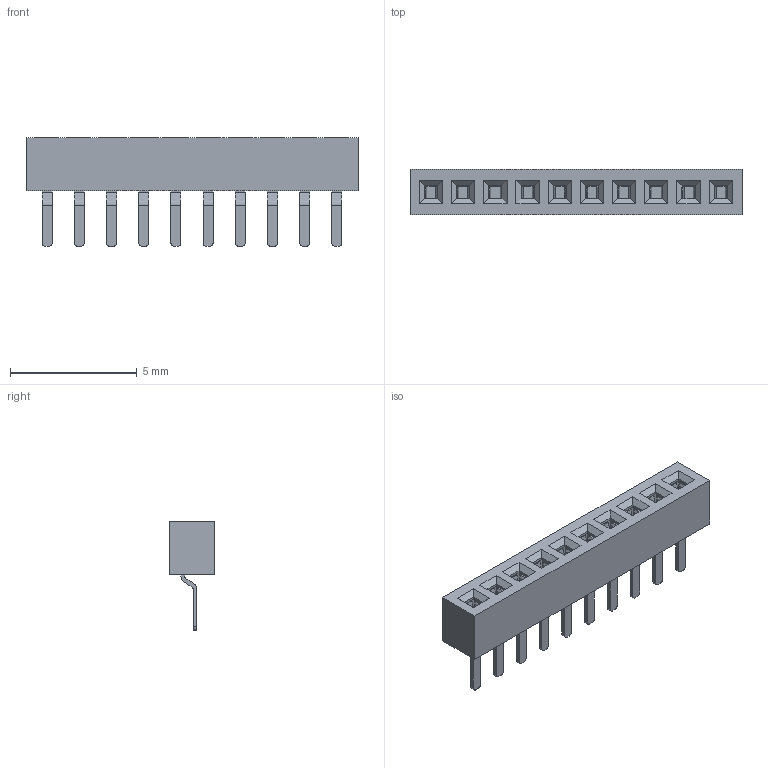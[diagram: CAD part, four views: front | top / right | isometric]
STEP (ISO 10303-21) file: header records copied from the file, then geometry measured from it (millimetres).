
FILE_DESCRIPTION( ('This file contains a STEP AP42 implementation' ,'as created by ZW3D STEP Interface translator.') ,'2;1' );
FILE_NAME( '2321-1XXSXXXUNX1.stp' ,'23 9 5. 916 5', (''), ('ZWCAD Software Co.'), 'Version 1.0', 'ZW3D to STEP translator', '' );
FILE_SCHEMA(('AUTOMOTIVE_DESIGN { 1 0 10303 214 1 1 1 1 }'));
Length unit declared in the file: millimetre
Products named in the file (3): 0; 2321-1XXSXXXUNX1001; CAP2300-G101_2
Assembly tree (1 placements, depth 2):
  0
  2321-1XXSXXXUNX1001
    CAP2300-G101_2
Bounding box: 13.1 x 1.8 x 4.3 mm (x, y, z)
Volume: 39.6 mm3; surface area: 261.8 mm2
Topology: 1 solids, 1 shells, 1016 faces, 2896 edges, 1862 vertices
Faces by surface type: plane 666, bspline 290, cylinder 60
Entity records: 40242 total; most frequent: CARTESIAN_POINT 14988, ORIENTED_EDGE 5852, DIRECTION 4002, EDGE_CURVE 2896, VERTEX_POINT 1862, VECTOR 1622, LINE 1622, AXIS2_PLACEMENT_3D 1190
